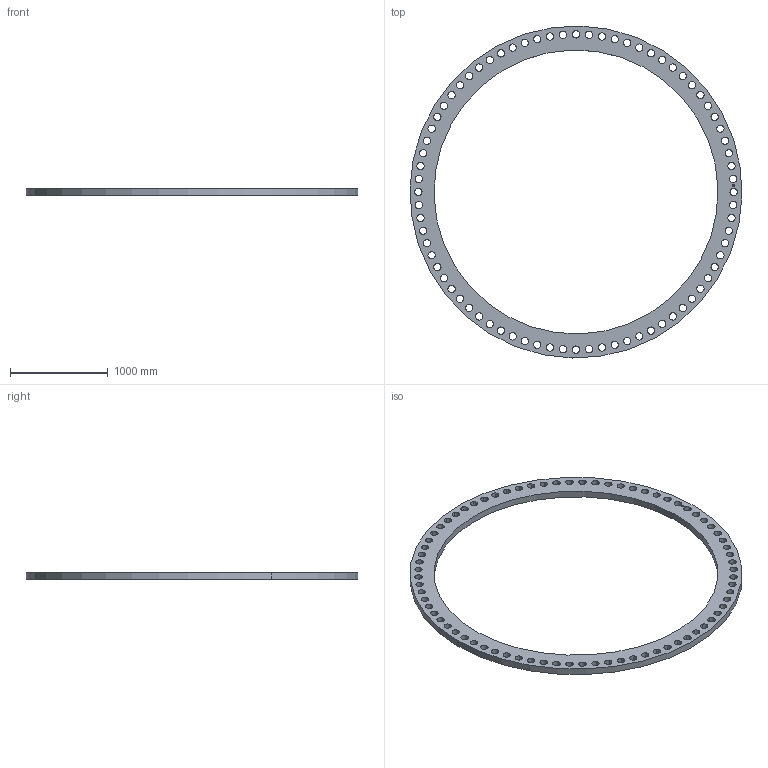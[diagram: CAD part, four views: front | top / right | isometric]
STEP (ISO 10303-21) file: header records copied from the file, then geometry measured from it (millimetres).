
FILE_DESCRIPTION(('3D STEP'),'2;1');
FILE_NAME('114-2B-RING-FF-AWWA-FLANGE.stp','2013-09-22T21:11:00+00:00',('Texas Flange'),(''),'CATIA Version 5 Release 20 SP 6 (IN-10)','CATIA V5 STEP AP214','800-826-3801');
FILE_SCHEMA(('AUTOMOTIVE_DESIGN { 1 0 10303 214 1 1 1 1 }'));
Length unit declared in the file: inch
Products named in the file (1): 114-2B-RING-FF-AWWA-FLANGE
Bounding box: 3389.96 x 3389.96 x 69.85 mm (x, y, z)
Volume: 146064498.9 mm3; surface area: 6807486 mm2
Topology: 1 solids, 1 shells, 543 faces, 1572 edges, 1048 vertices
Faces by surface type: plane 367, cylinder 176
Entity records: 19897 total; most frequent: ORIENTED_EDGE 3144, CARTESIAN_POINT 3053, DIRECTION 2436, EDGE_CURVE 1572, VECTOR 1220, LINE 1220, VERTEX_POINT 1048, AXIS2_PLACEMENT_3D 785
